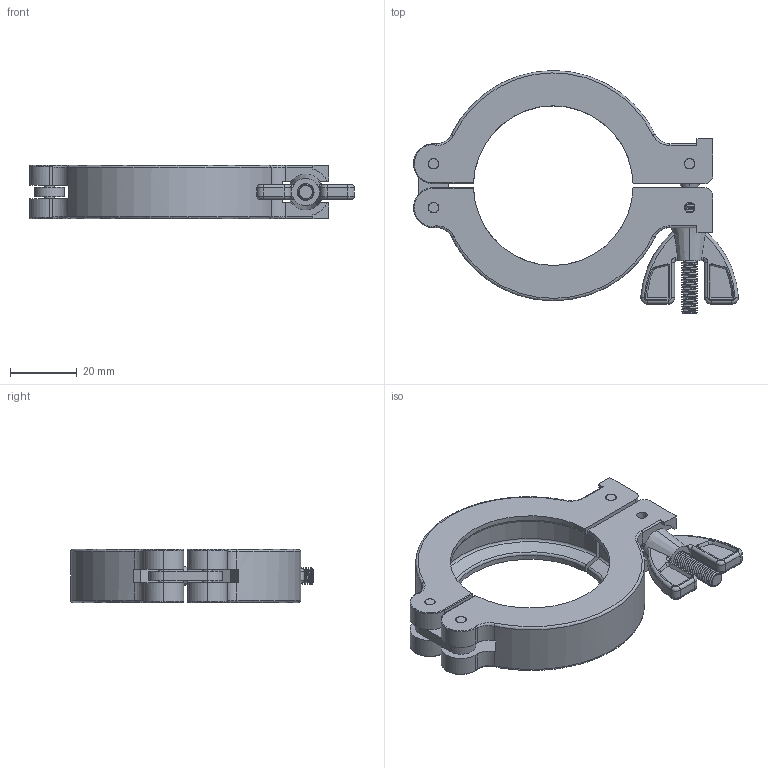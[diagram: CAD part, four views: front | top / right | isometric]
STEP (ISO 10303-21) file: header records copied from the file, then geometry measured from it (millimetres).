
FILE_DESCRIPTION (( 'STEP AP214' ), '1' );
FILE_NAME ('Hositrad_KF40-C.STEP', '2017-08-30T12:35:23', ( 'Gebruiker' ), ( '' ), 'SwSTEP 2.0', 'SolidWorks 2017', '' );
FILE_SCHEMA (( 'AUTOMOTIVE_DESIGN' ));
Length unit declared in the file: millimetre
Products named in the file (6): WingNut kf25; plate; pin; Bolt-kf25; half part kf40; Hositrad_KF40-C
Assembly tree (8 placements, depth 2):
  Hositrad_KF40-C
    half part kf40  x2
    Bolt-kf25
    pin  x3
    plate
    WingNut kf25
Bounding box: 97.68 x 73 x 16 mm (x, y, z)
Volume: 29844 mm3; surface area: 18614.2 mm2
Topology: 8 solids, 8 shells, 366 faces, 978 edges, 630 vertices
Faces by surface type: cylinder 186, plane 81, cone 35, torus 34, bspline 30
Entity records: 14732 total; most frequent: CARTESIAN_POINT 7748, ORIENTED_EDGE 1580, DIRECTION 1277, EDGE_CURVE 790, VERTEX_POINT 509, AXIS2_PLACEMENT_3D 489, EDGE_LOOP 311, LINE 299
